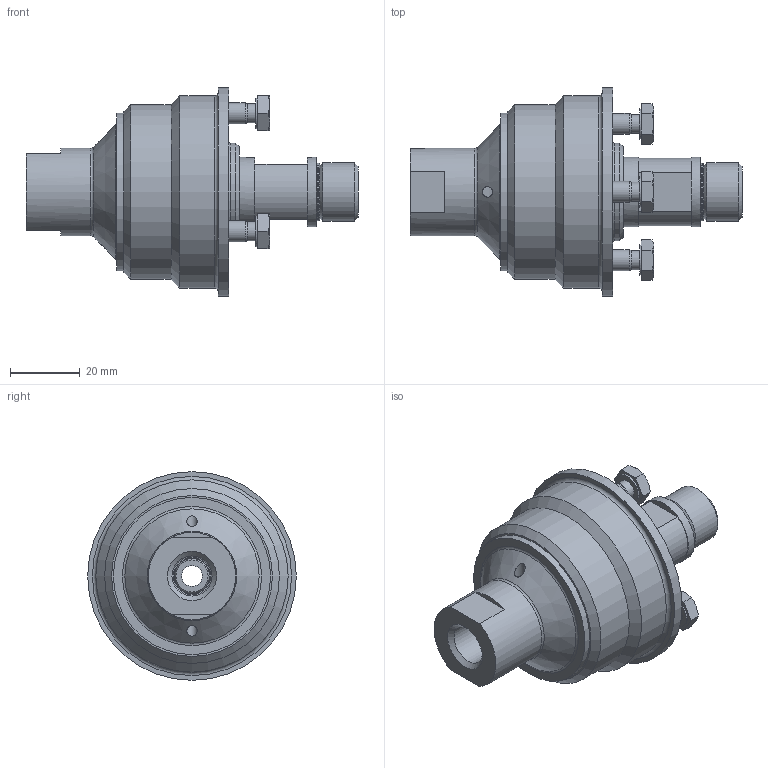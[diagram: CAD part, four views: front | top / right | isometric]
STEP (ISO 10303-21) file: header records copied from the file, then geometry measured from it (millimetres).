
FILE_DESCRIPTION((''),'2;1');
FILE_NAME('55.003.stp','2014-07-04T12:44:43',('d.badjojic'),(''),'Autodesk Inventor 2012','Autodesk Inventor 2012','');
FILE_SCHEMA(('AUTOMOTIVE_DESIGN { 1 0 10303 214 1 1 1 1 }'));
Length unit declared in the file: millimetre
Products named in the file (1): Bauteil15
Bounding box: 95 x 59.7 x 59.7 mm (x, y, z)
Volume: 91945.6 mm3; surface area: 18538.3 mm2
Topology: 1 solids, 5 shells, 144 faces, 299 edges, 188 vertices
Faces by surface type: plane 56, cone 38, cylinder 37, torus 13
Full cylindrical faces by diameter (mm): 3 x2, 4.917 x3, 5.459 x3, 6 x6, 7.453 x2, 8.7 x3, 10.05 x1, 11.45 x1, 14.8 x2, 16.5 x1, 16.66 x1, 19.8 x2, 19.96 x1, 20.2 x1, 25 x1, 28 x1, 45 x1, 50 x1, 55 x1, 59.7 x1
Entity records: 3520 total; most frequent: CARTESIAN_POINT 724, DIRECTION 570, ORIENTED_EDGE 412, AXIS2_PLACEMENT_3D 259, EDGE_LOOP 238, EDGE_CURVE 206, VERTEX_POINT 161, FACE_OUTER_BOUND 144
